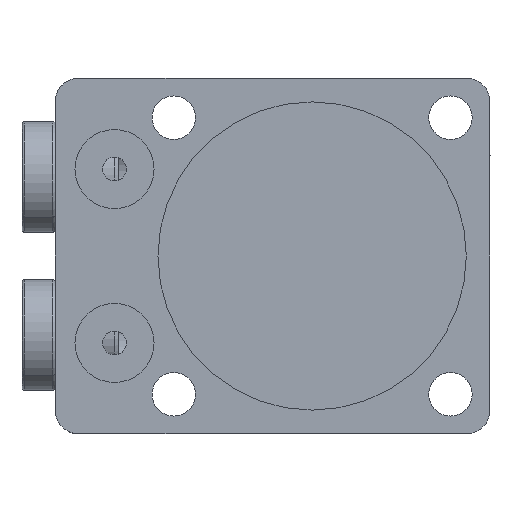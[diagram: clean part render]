
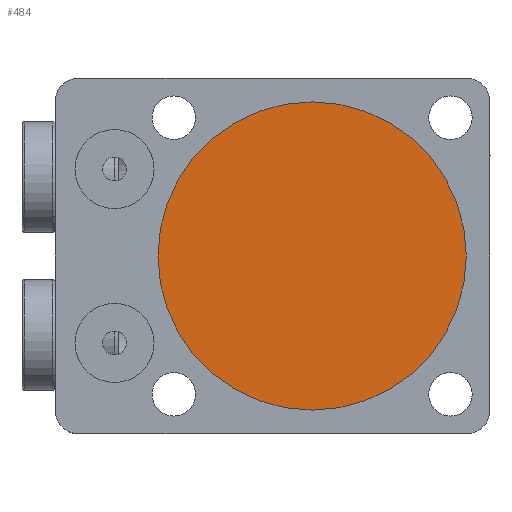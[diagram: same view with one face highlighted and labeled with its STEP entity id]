
A CAD part, front view. The second image highlights one B-rep face of the part: STEP entity #484.
In plain terms, the highlighted planar face has unit normal (0, -1, 0).
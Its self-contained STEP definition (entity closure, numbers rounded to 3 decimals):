
#57 = DIRECTION ( 'NONE',  ( 0., 1., 0. ) ) ;
#65 = AXIS2_PLACEMENT_3D ( 'NONE', #3602, #57, #1803 ) ;
#261 = CARTESIAN_POINT ( 'NONE',  ( 0., 0., 19.5 ) ) ;
#288 = CIRCLE ( 'NONE', #1939, 19.5 ) ;
#307 = EDGE_CURVE ( 'NONE', #2388, #2660, #663, .T. ) ;
#484 = ADVANCED_FACE ( 'NONE', ( #2091 ), #3235, .F. ) ;
#645 = DIRECTION ( 'NONE',  ( 0., 1., 0. ) ) ;
#663 = CIRCLE ( 'NONE', #3239, 19.5 ) ;
#802 = DIRECTION ( 'NONE',  ( 0., 1., 0. ) ) ;
#857 = ORIENTED_EDGE ( 'NONE', *, *, #307, .F. ) ;
#1549 = EDGE_CURVE ( 'NONE', #2660, #2388, #288, .T. ) ;
#1803 = DIRECTION ( 'NONE',  ( 0., 0., 1. ) ) ;
#1939 = AXIS2_PLACEMENT_3D ( 'NONE', #2539, #802, #2835 ) ;
#2091 = FACE_OUTER_BOUND ( 'NONE', #2706, .T. ) ;
#2381 = CARTESIAN_POINT ( 'NONE',  ( 0., 0., 0. ) ) ;
#2388 = VERTEX_POINT ( 'NONE', #261 ) ;
#2539 = CARTESIAN_POINT ( 'NONE',  ( 0., 0., 0. ) ) ;
#2660 = VERTEX_POINT ( 'NONE', #3280 ) ;
#2673 = DIRECTION ( 'NONE',  ( 0., 0., 1. ) ) ;
#2706 = EDGE_LOOP ( 'NONE', ( #3425, #857 ) ) ;
#2835 = DIRECTION ( 'NONE',  ( 0., 0., 1. ) ) ;
#3235 = PLANE ( 'NONE',  #65 ) ;
#3239 = AXIS2_PLACEMENT_3D ( 'NONE', #2381, #645, #2673 ) ;
#3280 = CARTESIAN_POINT ( 'NONE',  ( 0., 0., -19.5 ) ) ;
#3425 = ORIENTED_EDGE ( 'NONE', *, *, #1549, .F. ) ;
#3602 = CARTESIAN_POINT ( 'NONE',  ( 0., 0., 0. ) ) ;
